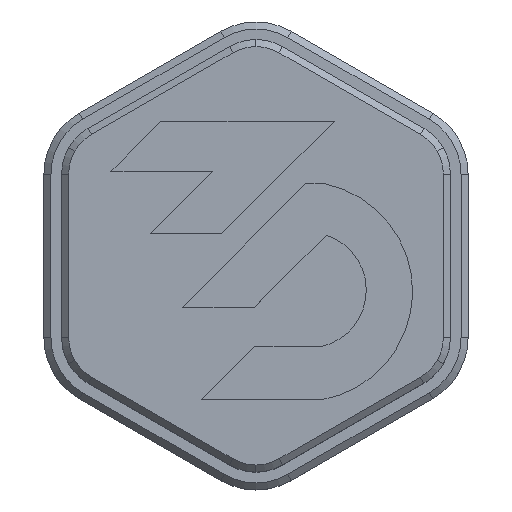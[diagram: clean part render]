
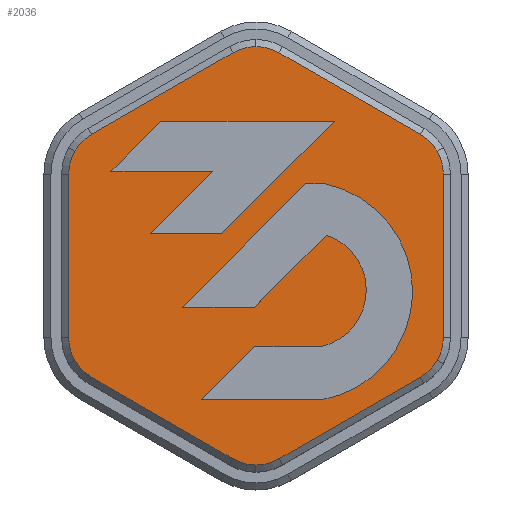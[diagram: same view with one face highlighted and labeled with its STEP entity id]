
A CAD part, top view. The second image highlights one B-rep face of the part: STEP entity #2036.
In plain terms, the highlighted planar face has unit normal (0, 0, 1).
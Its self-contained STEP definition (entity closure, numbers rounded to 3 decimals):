
#1278=CARTESIAN_POINT('',(29.4,-11.489,6.));
#1279=VERTEX_POINT('',#1278);
#1286=CARTESIAN_POINT('',(21.4,-6.87,6.));
#1287=VERTEX_POINT('',#1286);
#1288=CARTESIAN_POINT('',(29.4,-11.489,6.));
#1289=DIRECTION('',(-0.866,0.5,0.));
#1290=VECTOR('',#1289,9.238);
#1291=LINE('',#1288,#1290);
#1292=EDGE_CURVE('',#1279,#1287,#1291,.T.);
#1318=CARTESIAN_POINT('',(30.7,-11.838,6.));
#1319=VERTEX_POINT('',#1318);
#1326=CARTESIAN_POINT('',(30.7,-9.238,6.));
#1327=DIRECTION('',(0.,0.,-1.));
#1328=DIRECTION('',(0.,1.,0.));
#1329=AXIS2_PLACEMENT_3D('',#1326,#1327,#1328);
#1330=CIRCLE('',#1329,2.6);
#1331=EDGE_CURVE('',#1319,#1279,#1330,.T.);
#1351=CARTESIAN_POINT('',(40.,-6.87,6.));
#1352=VERTEX_POINT('',#1351);
#1359=CARTESIAN_POINT('',(32.,-11.489,6.));
#1360=VERTEX_POINT('',#1359);
#1361=CARTESIAN_POINT('',(40.,-6.87,6.));
#1362=DIRECTION('',(-0.866,-0.5,-0.));
#1363=VECTOR('',#1362,9.238);
#1364=LINE('',#1361,#1363);
#1365=EDGE_CURVE('',#1352,#1360,#1364,.T.);
#1391=CARTESIAN_POINT('',(40.952,-5.919,6.));
#1392=VERTEX_POINT('',#1391);
#1399=CARTESIAN_POINT('',(38.7,-4.619,6.));
#1400=DIRECTION('',(0.,0.,-1.));
#1401=DIRECTION('',(0.,1.,0.));
#1402=AXIS2_PLACEMENT_3D('',#1399,#1400,#1401);
#1403=CIRCLE('',#1402,2.6);
#1404=EDGE_CURVE('',#1392,#1352,#1403,.T.);
#1424=CARTESIAN_POINT('',(41.3,4.619,6.));
#1425=VERTEX_POINT('',#1424);
#1432=CARTESIAN_POINT('',(41.3,-4.619,6.));
#1433=VERTEX_POINT('',#1432);
#1434=CARTESIAN_POINT('',(41.3,4.619,6.));
#1435=DIRECTION('',(-0.,-1.,-0.));
#1436=VECTOR('',#1435,9.238);
#1437=LINE('',#1434,#1436);
#1438=EDGE_CURVE('',#1425,#1433,#1437,.T.);
#1464=CARTESIAN_POINT('',(40.952,5.919,6.));
#1465=VERTEX_POINT('',#1464);
#1472=CARTESIAN_POINT('',(38.7,4.619,6.));
#1473=DIRECTION('',(0.,0.,-1.));
#1474=DIRECTION('',(0.,1.,0.));
#1475=AXIS2_PLACEMENT_3D('',#1472,#1473,#1474);
#1476=CIRCLE('',#1475,2.6);
#1477=EDGE_CURVE('',#1465,#1425,#1476,.T.);
#1497=CARTESIAN_POINT('',(32.,11.489,6.));
#1498=VERTEX_POINT('',#1497);
#1505=CARTESIAN_POINT('',(40.,6.87,6.));
#1506=VERTEX_POINT('',#1505);
#1507=CARTESIAN_POINT('',(32.,11.489,6.));
#1508=DIRECTION('',(0.866,-0.5,0.));
#1509=VECTOR('',#1508,9.238);
#1510=LINE('',#1507,#1509);
#1511=EDGE_CURVE('',#1498,#1506,#1510,.T.);
#1537=CARTESIAN_POINT('',(30.7,11.838,6.));
#1538=VERTEX_POINT('',#1537);
#1545=CARTESIAN_POINT('',(30.7,9.238,6.));
#1546=DIRECTION('',(0.,0.,-1.));
#1547=DIRECTION('',(0.,1.,0.));
#1548=AXIS2_PLACEMENT_3D('',#1545,#1546,#1547);
#1549=CIRCLE('',#1548,2.6);
#1550=EDGE_CURVE('',#1538,#1498,#1549,.T.);
#1570=CARTESIAN_POINT('',(21.4,6.87,6.));
#1571=VERTEX_POINT('',#1570);
#1578=CARTESIAN_POINT('',(29.4,11.489,6.));
#1579=VERTEX_POINT('',#1578);
#1580=CARTESIAN_POINT('',(21.4,6.87,6.));
#1581=DIRECTION('',(0.866,0.5,-0.));
#1582=VECTOR('',#1581,9.238);
#1583=LINE('',#1580,#1582);
#1584=EDGE_CURVE('',#1571,#1579,#1583,.T.);
#1610=CARTESIAN_POINT('',(20.448,5.919,6.));
#1611=VERTEX_POINT('',#1610);
#1618=CARTESIAN_POINT('',(22.7,4.619,6.));
#1619=DIRECTION('',(0.,0.,-1.));
#1620=DIRECTION('',(0.,1.,0.));
#1621=AXIS2_PLACEMENT_3D('',#1618,#1619,#1620);
#1622=CIRCLE('',#1621,2.6);
#1623=EDGE_CURVE('',#1611,#1571,#1622,.T.);
#1643=CARTESIAN_POINT('',(20.1,-4.619,6.));
#1644=VERTEX_POINT('',#1643);
#1651=CARTESIAN_POINT('',(20.1,4.619,6.));
#1652=VERTEX_POINT('',#1651);
#1653=CARTESIAN_POINT('',(20.1,-4.619,6.));
#1654=DIRECTION('',(0.,1.,-0.));
#1655=VECTOR('',#1654,9.238);
#1656=LINE('',#1653,#1655);
#1657=EDGE_CURVE('',#1644,#1652,#1656,.T.);
#1683=CARTESIAN_POINT('',(20.448,-5.919,6.));
#1684=VERTEX_POINT('',#1683);
#1691=CARTESIAN_POINT('',(22.7,-4.619,6.));
#1692=DIRECTION('',(0.,0.,-1.));
#1693=DIRECTION('',(0.,1.,0.));
#1694=AXIS2_PLACEMENT_3D('',#1691,#1692,#1693);
#1695=CIRCLE('',#1694,2.6);
#1696=EDGE_CURVE('',#1684,#1644,#1695,.T.);
#1849=CARTESIAN_POINT('',(30.7,0.,6.));
#1850=DIRECTION('',(0.,0.,1.));
#1851=DIRECTION('',(-0.,-1.,0.));
#1852=AXIS2_PLACEMENT_3D('',#1849,#1850,#1851);
#1853=PLANE('',#1852);
#1854=CARTESIAN_POINT('',(27.623,-8.156,6.));
#1855=VERTEX_POINT('',#1854);
#1856=CARTESIAN_POINT('',(34.369,-8.156,6.));
#1857=VERTEX_POINT('',#1856);
#1858=CARTESIAN_POINT('',(27.623,-8.156,6.));
#1859=DIRECTION('',(1.,-0.,0.));
#1860=VECTOR('',#1859,6.745);
#1861=LINE('',#1858,#1860);
#1862=EDGE_CURVE('',#1855,#1857,#1861,.T.);
#1863=ORIENTED_EDGE('',*,*,#1862,.F.);
#1864=CARTESIAN_POINT('',(30.632,-5.147,6.));
#1865=VERTEX_POINT('',#1864);
#1866=CARTESIAN_POINT('',(27.623,-8.156,6.));
#1867=DIRECTION('',(0.707,0.707,0.));
#1868=VECTOR('',#1867,4.255);
#1869=LINE('',#1866,#1868);
#1870=EDGE_CURVE('',#1855,#1865,#1869,.T.);
#1871=ORIENTED_EDGE('',*,*,#1870,.T.);
#1872=CARTESIAN_POINT('',(34.349,-5.147,6.));
#1873=VERTEX_POINT('',#1872);
#1874=CARTESIAN_POINT('',(30.632,-5.147,6.));
#1875=DIRECTION('',(1.,-0.,0.));
#1876=VECTOR('',#1875,3.717);
#1877=LINE('',#1874,#1876);
#1878=EDGE_CURVE('',#1865,#1873,#1877,.T.);
#1879=ORIENTED_EDGE('',*,*,#1878,.T.);
#1880=CARTESIAN_POINT('',(34.675,1.167,6.));
#1881=VERTEX_POINT('',#1880);
#1882=CARTESIAN_POINT('',(33.666,-1.947,6.));
#1883=DIRECTION('',(0.,0.,1.));
#1884=DIRECTION('',(-0.,-1.,0.));
#1885=AXIS2_PLACEMENT_3D('',#1882,#1883,#1884);
#1886=CIRCLE('',#1885,3.273);
#1887=EDGE_CURVE('',#1873,#1881,#1886,.T.);
#1888=ORIENTED_EDGE('',*,*,#1887,.T.);
#1889=CARTESIAN_POINT('',(30.606,-2.902,6.));
#1890=VERTEX_POINT('',#1889);
#1891=CARTESIAN_POINT('',(30.606,-2.902,6.));
#1892=DIRECTION('',(0.707,0.707,0.));
#1893=VECTOR('',#1892,5.755);
#1894=LINE('',#1891,#1893);
#1895=EDGE_CURVE('',#1890,#1881,#1894,.T.);
#1896=ORIENTED_EDGE('',*,*,#1895,.F.);
#1897=CARTESIAN_POINT('',(26.556,-2.902,6.));
#1898=VERTEX_POINT('',#1897);
#1899=CARTESIAN_POINT('',(26.556,-2.902,6.));
#1900=DIRECTION('',(1.,-0.,0.));
#1901=VECTOR('',#1900,4.05);
#1902=LINE('',#1899,#1901);
#1903=EDGE_CURVE('',#1898,#1890,#1902,.T.);
#1904=ORIENTED_EDGE('',*,*,#1903,.F.);
#1905=CARTESIAN_POINT('',(33.521,4.063,6.));
#1906=VERTEX_POINT('',#1905);
#1907=CARTESIAN_POINT('',(26.556,-2.902,6.));
#1908=DIRECTION('',(0.707,0.707,0.));
#1909=VECTOR('',#1908,9.85);
#1910=LINE('',#1907,#1909);
#1911=EDGE_CURVE('',#1898,#1906,#1910,.T.);
#1912=ORIENTED_EDGE('',*,*,#1911,.T.);
#1913=CARTESIAN_POINT('',(34.614,4.063,6.));
#1914=VERTEX_POINT('',#1913);
#1915=CARTESIAN_POINT('',(34.614,4.063,6.));
#1916=DIRECTION('',(-1.,0.,0.));
#1917=VECTOR('',#1916,1.094);
#1918=LINE('',#1915,#1917);
#1919=EDGE_CURVE('',#1914,#1906,#1918,.T.);
#1920=ORIENTED_EDGE('',*,*,#1919,.F.);
#1921=CARTESIAN_POINT('',(33.341,-2.024,6.));
#1922=DIRECTION('',(0.,0.,1.));
#1923=DIRECTION('',(-0.,-1.,0.));
#1924=AXIS2_PLACEMENT_3D('',#1921,#1922,#1923);
#1925=CIRCLE('',#1924,6.218);
#1926=EDGE_CURVE('',#1857,#1914,#1925,.T.);
#1927=ORIENTED_EDGE('',*,*,#1926,.F.);
#1928=EDGE_LOOP('',(#1863,#1871,#1879,#1888,#1896,#1904,#1912,#1920,#1927));
#1929=FACE_BOUND('',#1928,.T.);
#1930=CARTESIAN_POINT('',(28.242,4.777,6.));
#1931=VERTEX_POINT('',#1930);
#1932=CARTESIAN_POINT('',(24.707,1.241,6.));
#1933=VERTEX_POINT('',#1932);
#1934=CARTESIAN_POINT('',(28.242,4.777,6.));
#1935=DIRECTION('',(-0.707,-0.707,0.));
#1936=VECTOR('',#1935,5.);
#1937=LINE('',#1934,#1936);
#1938=EDGE_CURVE('',#1931,#1933,#1937,.T.);
#1939=ORIENTED_EDGE('',*,*,#1938,.F.);
#1940=CARTESIAN_POINT('',(22.492,4.777,6.));
#1941=VERTEX_POINT('',#1940);
#1942=CARTESIAN_POINT('',(22.492,4.777,6.));
#1943=DIRECTION('',(1.,-0.,0.));
#1944=VECTOR('',#1943,5.75);
#1945=LINE('',#1942,#1944);
#1946=EDGE_CURVE('',#1941,#1931,#1945,.T.);
#1947=ORIENTED_EDGE('',*,*,#1946,.F.);
#1948=CARTESIAN_POINT('',(25.321,7.605,6.));
#1949=VERTEX_POINT('',#1948);
#1950=CARTESIAN_POINT('',(25.321,7.605,6.));
#1951=DIRECTION('',(-0.707,-0.707,0.));
#1952=VECTOR('',#1951,4.);
#1953=LINE('',#1950,#1952);
#1954=EDGE_CURVE('',#1949,#1941,#1953,.T.);
#1955=ORIENTED_EDGE('',*,*,#1954,.F.);
#1956=CARTESIAN_POINT('',(35.121,7.605,6.));
#1957=VERTEX_POINT('',#1956);
#1958=CARTESIAN_POINT('',(35.121,7.605,6.));
#1959=DIRECTION('',(-1.,-0.,0.));
#1960=VECTOR('',#1959,9.8);
#1961=LINE('',#1958,#1960);
#1962=EDGE_CURVE('',#1957,#1949,#1961,.T.);
#1963=ORIENTED_EDGE('',*,*,#1962,.F.);
#1964=CARTESIAN_POINT('',(28.757,1.241,6.));
#1965=VERTEX_POINT('',#1964);
#1966=CARTESIAN_POINT('',(28.757,1.241,6.));
#1967=DIRECTION('',(0.707,0.707,0.));
#1968=VECTOR('',#1967,9.);
#1969=LINE('',#1966,#1968);
#1970=EDGE_CURVE('',#1965,#1957,#1969,.T.);
#1971=ORIENTED_EDGE('',*,*,#1970,.F.);
#1972=CARTESIAN_POINT('',(24.707,1.241,6.));
#1973=DIRECTION('',(1.,-0.,0.));
#1974=VECTOR('',#1973,4.05);
#1975=LINE('',#1972,#1974);
#1976=EDGE_CURVE('',#1933,#1965,#1975,.T.);
#1977=ORIENTED_EDGE('',*,*,#1976,.F.);
#1978=EDGE_LOOP('',(#1939,#1947,#1955,#1963,#1971,#1977));
#1979=FACE_BOUND('',#1978,.T.);
#1980=ORIENTED_EDGE('',*,*,#1292,.F.);
#1981=ORIENTED_EDGE('',*,*,#1331,.F.);
#1982=CARTESIAN_POINT('',(30.7,-9.238,6.));
#1983=DIRECTION('',(0.,0.,-1.));
#1984=DIRECTION('',(0.,1.,0.));
#1985=AXIS2_PLACEMENT_3D('',#1982,#1983,#1984);
#1986=CIRCLE('',#1985,2.6);
#1987=EDGE_CURVE('',#1360,#1319,#1986,.T.);
#1988=ORIENTED_EDGE('',*,*,#1987,.F.);
#1989=ORIENTED_EDGE('',*,*,#1365,.F.);
#1990=ORIENTED_EDGE('',*,*,#1404,.F.);
#1991=CARTESIAN_POINT('',(38.7,-4.619,6.));
#1992=DIRECTION('',(0.,0.,-1.));
#1993=DIRECTION('',(0.,1.,0.));
#1994=AXIS2_PLACEMENT_3D('',#1991,#1992,#1993);
#1995=CIRCLE('',#1994,2.6);
#1996=EDGE_CURVE('',#1433,#1392,#1995,.T.);
#1997=ORIENTED_EDGE('',*,*,#1996,.F.);
#1998=ORIENTED_EDGE('',*,*,#1438,.F.);
#1999=ORIENTED_EDGE('',*,*,#1477,.F.);
#2000=CARTESIAN_POINT('',(38.7,4.619,6.));
#2001=DIRECTION('',(0.,0.,-1.));
#2002=DIRECTION('',(0.,1.,0.));
#2003=AXIS2_PLACEMENT_3D('',#2000,#2001,#2002);
#2004=CIRCLE('',#2003,2.6);
#2005=EDGE_CURVE('',#1506,#1465,#2004,.T.);
#2006=ORIENTED_EDGE('',*,*,#2005,.F.);
#2007=ORIENTED_EDGE('',*,*,#1511,.F.);
#2008=ORIENTED_EDGE('',*,*,#1550,.F.);
#2009=CARTESIAN_POINT('',(30.7,9.238,6.));
#2010=DIRECTION('',(0.,0.,-1.));
#2011=DIRECTION('',(0.,1.,0.));
#2012=AXIS2_PLACEMENT_3D('',#2009,#2010,#2011);
#2013=CIRCLE('',#2012,2.6);
#2014=EDGE_CURVE('',#1579,#1538,#2013,.T.);
#2015=ORIENTED_EDGE('',*,*,#2014,.F.);
#2016=ORIENTED_EDGE('',*,*,#1584,.F.);
#2017=ORIENTED_EDGE('',*,*,#1623,.F.);
#2018=CARTESIAN_POINT('',(22.7,4.619,6.));
#2019=DIRECTION('',(0.,0.,-1.));
#2020=DIRECTION('',(0.,1.,0.));
#2021=AXIS2_PLACEMENT_3D('',#2018,#2019,#2020);
#2022=CIRCLE('',#2021,2.6);
#2023=EDGE_CURVE('',#1652,#1611,#2022,.T.);
#2024=ORIENTED_EDGE('',*,*,#2023,.F.);
#2025=ORIENTED_EDGE('',*,*,#1657,.F.);
#2026=ORIENTED_EDGE('',*,*,#1696,.F.);
#2027=CARTESIAN_POINT('',(22.7,-4.619,6.));
#2028=DIRECTION('',(0.,0.,-1.));
#2029=DIRECTION('',(0.,1.,0.));
#2030=AXIS2_PLACEMENT_3D('',#2027,#2028,#2029);
#2031=CIRCLE('',#2030,2.6);
#2032=EDGE_CURVE('',#1287,#1684,#2031,.T.);
#2033=ORIENTED_EDGE('',*,*,#2032,.F.);
#2034=EDGE_LOOP('',(#1980,#1981,#1988,#1989,#1990,#1997,#1998,#1999,#2006,#2007,#2008,#2015,#2016,#2017,#2024,#2025,#2026,#2033));
#2035=FACE_BOUND('',#2034,.T.);
#2036=ADVANCED_FACE('',(#1929,#1979,#2035),#1853,.T.);
